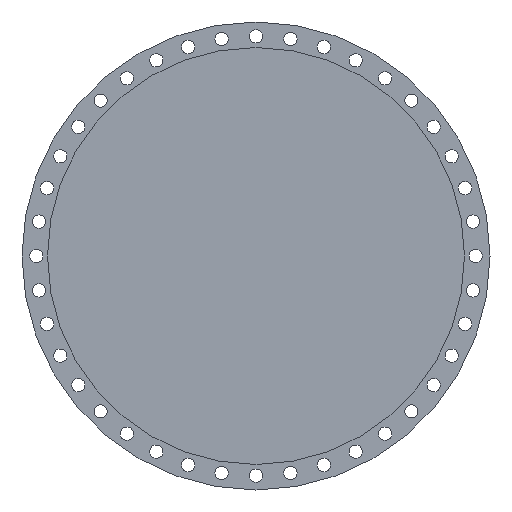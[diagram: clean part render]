
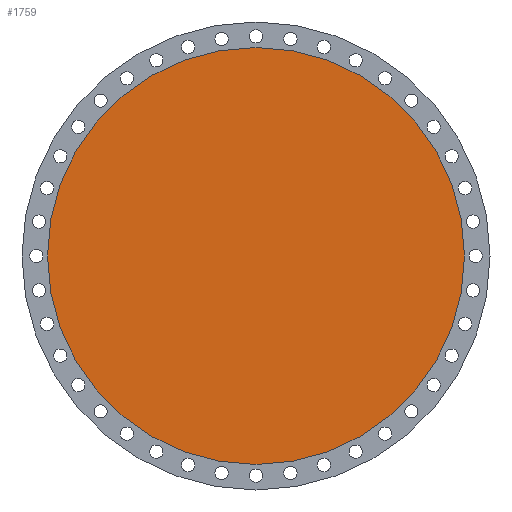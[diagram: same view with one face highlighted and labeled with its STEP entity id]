
A CAD part, left-side view. The second image highlights one B-rep face of the part: STEP entity #1759.
In plain terms, the highlighted planar face has unit normal (-1, 0, 0).
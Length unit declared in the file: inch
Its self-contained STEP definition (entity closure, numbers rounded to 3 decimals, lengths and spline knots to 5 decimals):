
#98 = AXIS2_PLACEMENT_3D ( 'NONE', #855, #1886, #1352 ) ;
#127 = CARTESIAN_POINT ( 'NONE',  ( 0., 0., -25.5 ) ) ;
#366 = PLANE ( 'NONE',  #98 ) ;
#436 = CARTESIAN_POINT ( 'NONE',  ( 0., 0., 25.5 ) ) ;
#778 = DIRECTION ( 'NONE',  ( 0., 0., 1. ) ) ;
#785 = VERTEX_POINT ( 'NONE', #127 ) ;
#855 = CARTESIAN_POINT ( 'NONE',  ( 0., 0., 0. ) ) ;
#886 = EDGE_CURVE ( 'NONE', #1856, #785, #1114, .T. ) ;
#1114 = CIRCLE ( 'NONE', #1164, 25.5 ) ;
#1164 = AXIS2_PLACEMENT_3D ( 'NONE', #2199, #3210, #2178 ) ;
#1263 = CARTESIAN_POINT ( 'NONE',  ( 0., 0., 0. ) ) ;
#1352 = DIRECTION ( 'NONE',  ( 0., 0., 1. ) ) ;
#1602 = AXIS2_PLACEMENT_3D ( 'NONE', #1263, #3024, #778 ) ;
#1609 = FACE_OUTER_BOUND ( 'NONE', #2057, .T. ) ;
#1710 = CIRCLE ( 'NONE', #1602, 25.5 ) ;
#1759 = ADVANCED_FACE ( 'NONE', ( #1609 ), #366, .T. ) ;
#1856 = VERTEX_POINT ( 'NONE', #436 ) ;
#1886 = DIRECTION ( 'NONE',  ( -1., 0., 0. ) ) ;
#1895 = ORIENTED_EDGE ( 'NONE', *, *, #886, .T. ) ;
#2057 = EDGE_LOOP ( 'NONE', ( #1895, #2284 ) ) ;
#2100 = EDGE_CURVE ( 'NONE', #785, #1856, #1710, .T. ) ;
#2178 = DIRECTION ( 'NONE',  ( 0., 0., 1. ) ) ;
#2199 = CARTESIAN_POINT ( 'NONE',  ( 0., 0., 0. ) ) ;
#2284 = ORIENTED_EDGE ( 'NONE', *, *, #2100, .T. ) ;
#3024 = DIRECTION ( 'NONE',  ( -1., 0., 0. ) ) ;
#3210 = DIRECTION ( 'NONE',  ( -1., 0., 0. ) ) ;
